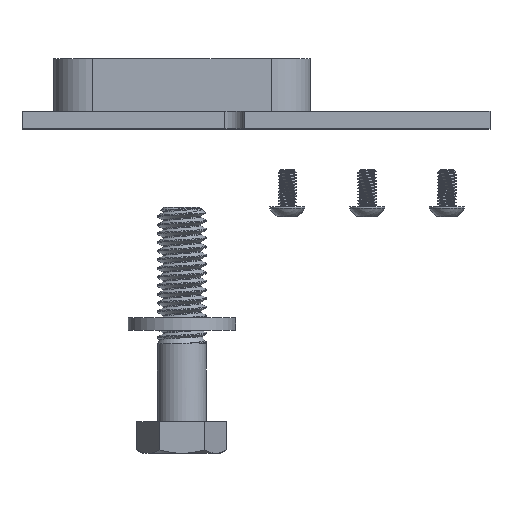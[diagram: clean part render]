
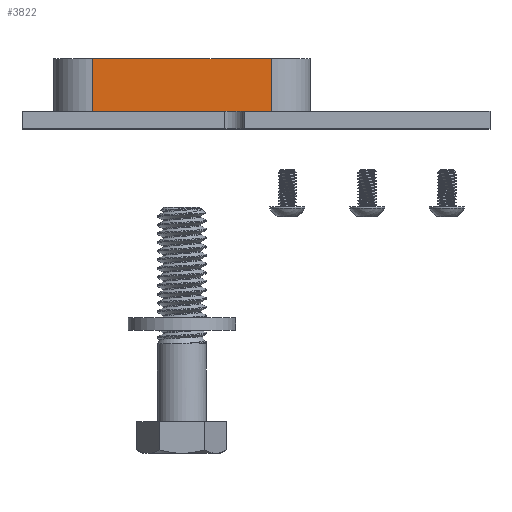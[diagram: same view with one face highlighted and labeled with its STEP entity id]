
A CAD part, top view. The second image highlights one B-rep face of the part: STEP entity #3822.
In plain terms, the highlighted planar face has unit normal (0, 0, 1).
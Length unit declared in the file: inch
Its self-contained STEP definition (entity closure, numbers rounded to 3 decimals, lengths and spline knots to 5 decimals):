
#196=PLANE('',#4163);
#425=FACE_OUTER_BOUND('',#682,.T.);
#682=EDGE_LOOP('',(#2796,#2797,#2798,#2799));
#1146=LINE('',#6863,#1371);
#1149=LINE('',#6878,#1374);
#1150=LINE('',#6881,#1375);
#1151=LINE('',#6882,#1376);
#1371=VECTOR('',#4676,0.3937);
#1374=VECTOR('',#4691,0.3937);
#1375=VECTOR('',#4694,0.3937);
#1376=VECTOR('',#4695,0.3937);
#1624=VERTEX_POINT('',#6859);
#1626=VERTEX_POINT('',#6862);
#1632=VERTEX_POINT('',#6876);
#1633=VERTEX_POINT('',#6880);
#2055=EDGE_CURVE('',#1624,#1626,#1146,.T.);
#2063=EDGE_CURVE('',#1632,#1624,#1149,.T.);
#2064=EDGE_CURVE('',#1632,#1633,#1150,.T.);
#2065=EDGE_CURVE('',#1626,#1633,#1151,.T.);
#2796=ORIENTED_EDGE('',*,*,#2063,.F.);
#2797=ORIENTED_EDGE('',*,*,#2064,.T.);
#2798=ORIENTED_EDGE('',*,*,#2065,.F.);
#2799=ORIENTED_EDGE('',*,*,#2055,.F.);
#3822=ADVANCED_FACE('',(#425),#196,.T.);
#4163=AXIS2_PLACEMENT_3D('',#6879,#4692,#4693);
#4676=DIRECTION('',(1.,0.,0.));
#4691=DIRECTION('',(0.,1.,0.));
#4692=DIRECTION('center_axis',(0.,0.,1.));
#4693=DIRECTION('ref_axis',(1.,0.,0.));
#4694=DIRECTION('',(1.,0.,0.));
#4695=DIRECTION('',(0.,-1.,0.));
#6859=CARTESIAN_POINT('',(0.4525,0.452,0.97));
#6862=CARTESIAN_POINT('',(1.5975,0.452,0.97));
#6863=CARTESIAN_POINT('',(0.2025,0.452,0.97));
#6876=CARTESIAN_POINT('',(0.4525,0.112,0.97));
#6878=CARTESIAN_POINT('',(0.4525,0.112,0.97));
#6879=CARTESIAN_POINT('Origin',(0.2025,0.112,0.97));
#6880=CARTESIAN_POINT('',(1.5975,0.112,0.97));
#6881=CARTESIAN_POINT('',(0.2025,0.112,0.97));
#6882=CARTESIAN_POINT('',(1.5975,0.112,0.97));
